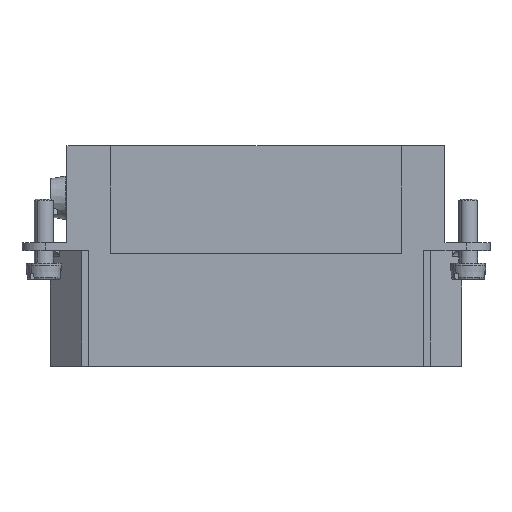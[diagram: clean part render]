
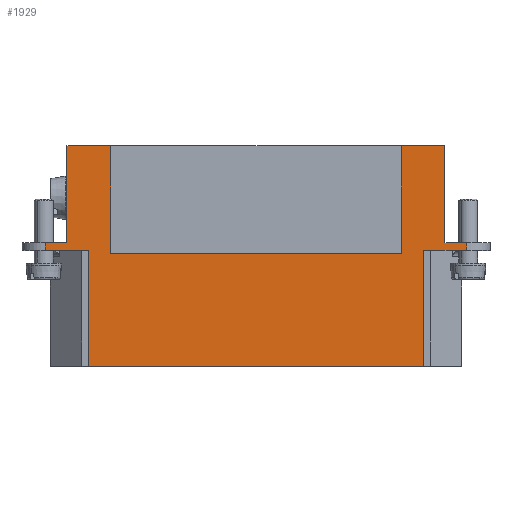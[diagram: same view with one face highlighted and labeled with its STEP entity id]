
A CAD part, top view. The second image highlights one B-rep face of the part: STEP entity #1929.
In plain terms, the highlighted planar face has unit normal (0, 0, 1).
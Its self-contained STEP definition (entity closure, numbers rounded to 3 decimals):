
#171=B_SPLINE_CURVE_WITH_KNOTS('',3,(#10280,#10281,#10282,#10283),
 .UNSPECIFIED.,.F.,.F.,(4,4),(0.,1.),.UNSPECIFIED.);
#173=B_SPLINE_CURVE_WITH_KNOTS('',3,(#10423,#10424,#10425,#10426),
 .UNSPECIFIED.,.F.,.F.,(4,4),(0.,1.),.UNSPECIFIED.);
#310=PLANE('',#7380);
#550=FACE_OUTER_BOUND('',#2823,.T.);
#932=LINE('',#10278,#1403);
#938=LINE('',#10296,#1409);
#947=LINE('',#10315,#1418);
#951=LINE('',#10323,#1422);
#966=LINE('',#10421,#1437);
#967=LINE('',#10428,#1438);
#968=LINE('',#10430,#1439);
#969=LINE('',#10431,#1440);
#970=LINE('',#10433,#1441);
#971=LINE('',#10435,#1442);
#972=LINE('',#10436,#1443);
#973=LINE('',#10438,#1444);
#974=LINE('',#10440,#1445);
#975=LINE('',#10442,#1446);
#976=LINE('',#10444,#1447);
#977=LINE('',#10446,#1448);
#1403=VECTOR('',#8259,1.);
#1409=VECTOR('',#8267,1.);
#1418=VECTOR('',#8278,1.);
#1422=VECTOR('',#8282,1.);
#1437=VECTOR('',#8367,1.);
#1438=VECTOR('',#8368,1.);
#1439=VECTOR('',#8369,1.);
#1440=VECTOR('',#8370,1.);
#1441=VECTOR('',#8371,1.);
#1442=VECTOR('',#8372,1.);
#1443=VECTOR('',#8373,1.);
#1444=VECTOR('',#8374,1.);
#1445=VECTOR('',#8375,1.);
#1446=VECTOR('',#8376,1.);
#1447=VECTOR('',#8377,1.);
#1448=VECTOR('',#8378,1.);
#1929=ADVANCED_FACE('',(#550),#310,.T.);
#2823=EDGE_LOOP('',(#3527,#3528,#3529,#3530,#3531,#3532,#3533,#3534,#3535,
#3536,#3537,#3538,#3539,#3540,#3541,#3542,#3543,#3544));
#3527=ORIENTED_EDGE('',*,*,#6153,.T.);
#3528=ORIENTED_EDGE('',*,*,#6085,.T.);
#3529=ORIENTED_EDGE('',*,*,#6084,.T.);
#3530=ORIENTED_EDGE('',*,*,#6154,.T.);
#3531=ORIENTED_EDGE('',*,*,#6155,.T.);
#3532=ORIENTED_EDGE('',*,*,#6156,.T.);
#3533=ORIENTED_EDGE('',*,*,#6091,.T.);
#3534=ORIENTED_EDGE('',*,*,#6104,.T.);
#3535=ORIENTED_EDGE('',*,*,#6157,.T.);
#3536=ORIENTED_EDGE('',*,*,#6158,.T.);
#3537=ORIENTED_EDGE('',*,*,#6159,.T.);
#3538=ORIENTED_EDGE('',*,*,#6100,.T.);
#3539=ORIENTED_EDGE('',*,*,#6160,.T.);
#3540=ORIENTED_EDGE('',*,*,#6161,.F.);
#3541=ORIENTED_EDGE('',*,*,#6162,.T.);
#3542=ORIENTED_EDGE('',*,*,#6163,.T.);
#3543=ORIENTED_EDGE('',*,*,#6164,.T.);
#3544=ORIENTED_EDGE('',*,*,#6165,.F.);
#5394=VERTEX_POINT('',#10277);
#5395=VERTEX_POINT('',#10279);
#5396=VERTEX_POINT('',#10284);
#5399=VERTEX_POINT('',#10291);
#5401=VERTEX_POINT('',#10295);
#5410=VERTEX_POINT('',#10314);
#5411=VERTEX_POINT('',#10316);
#5414=VERTEX_POINT('',#10322);
#5459=VERTEX_POINT('',#10422);
#5460=VERTEX_POINT('',#10427);
#5461=VERTEX_POINT('',#10429);
#5462=VERTEX_POINT('',#10432);
#5463=VERTEX_POINT('',#10434);
#5464=VERTEX_POINT('',#10437);
#5465=VERTEX_POINT('',#10439);
#5466=VERTEX_POINT('',#10441);
#5467=VERTEX_POINT('',#10443);
#5468=VERTEX_POINT('',#10445);
#6084=EDGE_CURVE('',#5395,#5394,#932,.T.);
#6085=EDGE_CURVE('',#5396,#5395,#171,.T.);
#6091=EDGE_CURVE('',#5399,#5401,#938,.T.);
#6100=EDGE_CURVE('',#5411,#5410,#947,.T.);
#6104=EDGE_CURVE('',#5401,#5414,#951,.T.);
#6153=EDGE_CURVE('',#5459,#5396,#966,.T.);
#6154=EDGE_CURVE('',#5394,#5460,#173,.T.);
#6155=EDGE_CURVE('',#5460,#5461,#967,.T.);
#6156=EDGE_CURVE('',#5461,#5399,#968,.T.);
#6157=EDGE_CURVE('',#5414,#5462,#969,.T.);
#6158=EDGE_CURVE('',#5462,#5463,#970,.T.);
#6159=EDGE_CURVE('',#5463,#5411,#971,.T.);
#6160=EDGE_CURVE('',#5410,#5464,#972,.T.);
#6161=EDGE_CURVE('',#5465,#5464,#973,.T.);
#6162=EDGE_CURVE('',#5465,#5466,#974,.T.);
#6163=EDGE_CURVE('',#5466,#5467,#975,.T.);
#6164=EDGE_CURVE('',#5467,#5468,#976,.T.);
#6165=EDGE_CURVE('',#5459,#5468,#977,.T.);
#7380=AXIS2_PLACEMENT_3D('',#10447,#8379,#8380);
#8259=DIRECTION('',(1.,0.,0.));
#8267=DIRECTION('',(0.,1.,0.));
#8278=DIRECTION('',(-1.,0.,0.));
#8282=DIRECTION('',(-1.,0.,0.));
#8367=DIRECTION('',(0.,1.,0.));
#8368=DIRECTION('',(0.,1.,0.));
#8369=DIRECTION('',(-1.,0.,0.));
#8370=DIRECTION('',(0.,-1.,0.));
#8371=DIRECTION('',(-1.,0.,0.));
#8372=DIRECTION('',(0.,1.,0.));
#8373=DIRECTION('',(0.,-1.,0.));
#8374=DIRECTION('',(1.,0.,0.));
#8375=DIRECTION('',(0.,-1.,0.));
#8376=DIRECTION('',(1.,0.,0.));
#8377=DIRECTION('',(0.,-1.,0.));
#8378=DIRECTION('',(-1.,0.,0.));
#8379=DIRECTION('',(0.,0.,1.));
#8380=DIRECTION('',(1.,0.,0.));
#10277=CARTESIAN_POINT('',(29.4,-16.299,11.4));
#10278=CARTESIAN_POINT('',(0.,-16.297,11.4));
#10279=CARTESIAN_POINT('',(28.605,-16.297,11.4));
#10280=CARTESIAN_POINT('',(26.,-16.297,11.4));
#10281=CARTESIAN_POINT('',(26.868,-16.297,11.4));
#10282=CARTESIAN_POINT('',(27.737,-16.297,11.4));
#10283=CARTESIAN_POINT('',(28.605,-16.297,11.4));
#10284=CARTESIAN_POINT('',(26.,-16.297,11.4));
#10291=CARTESIAN_POINT('',(29.4,-15.1,11.4));
#10295=CARTESIAN_POINT('',(29.4,0.,11.4));
#10296=CARTESIAN_POINT('',(29.4,-16.297,11.4));
#10314=CARTESIAN_POINT('',(-29.4,0.,11.4));
#10315=CARTESIAN_POINT('',(-22.6,0.,11.4));
#10316=CARTESIAN_POINT('',(-22.6,0.,11.4));
#10322=CARTESIAN_POINT('',(22.6,0.,11.4));
#10323=CARTESIAN_POINT('',(29.4,0.,11.4));
#10421=CARTESIAN_POINT('',(26.,-34.3,11.4));
#10422=CARTESIAN_POINT('',(26.,-34.3,11.4));
#10423=CARTESIAN_POINT('',(29.4,-16.3,11.4));
#10424=CARTESIAN_POINT('',(30.533,-16.3,11.4));
#10425=CARTESIAN_POINT('',(31.667,-16.3,11.4));
#10426=CARTESIAN_POINT('',(32.8,-16.3,11.4));
#10427=CARTESIAN_POINT('',(32.8,-16.3,11.4));
#10428=CARTESIAN_POINT('',(32.8,-16.3,11.4));
#10429=CARTESIAN_POINT('',(32.8,-15.1,11.4));
#10430=CARTESIAN_POINT('',(32.8,-15.1,11.4));
#10431=CARTESIAN_POINT('',(22.6,-2.8,11.4));
#10432=CARTESIAN_POINT('',(22.6,-16.8,11.4));
#10433=CARTESIAN_POINT('',(21.6,-16.8,11.4));
#10434=CARTESIAN_POINT('',(-22.6,-16.8,11.4));
#10435=CARTESIAN_POINT('',(-22.6,-15.8,11.4));
#10436=CARTESIAN_POINT('',(-29.4,-0.25,11.4));
#10437=CARTESIAN_POINT('',(-29.4,-15.1,11.4));
#10438=CARTESIAN_POINT('',(-32.8,-15.1,11.4));
#10439=CARTESIAN_POINT('',(-32.8,-15.1,11.4));
#10440=CARTESIAN_POINT('',(-32.8,-15.1,11.4));
#10441=CARTESIAN_POINT('',(-32.8,-16.3,11.4));
#10442=CARTESIAN_POINT('',(-29.4,-16.3,11.4));
#10443=CARTESIAN_POINT('',(-26.,-16.3,11.4));
#10444=CARTESIAN_POINT('',(-26.,-6.55,11.4));
#10445=CARTESIAN_POINT('',(-26.,-34.3,11.4));
#10446=CARTESIAN_POINT('',(-26.,-34.3,11.4));
#10447=CARTESIAN_POINT('',(0.,0.,11.4));
